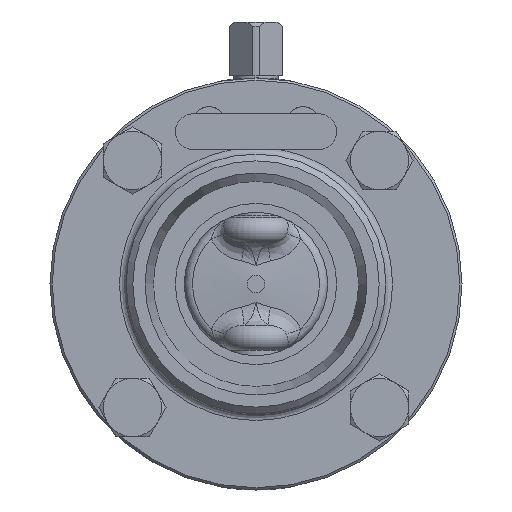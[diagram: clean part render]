
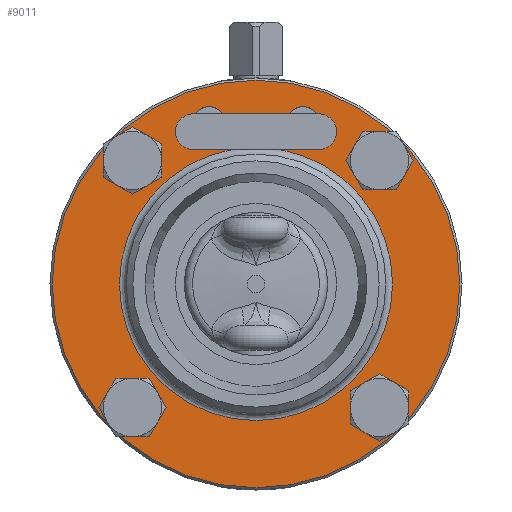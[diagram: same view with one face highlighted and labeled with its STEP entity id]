
A CAD part, left-side view. The second image highlights one B-rep face of the part: STEP entity #9011.
In plain terms, the highlighted planar face has unit normal (-1, 0, 0).
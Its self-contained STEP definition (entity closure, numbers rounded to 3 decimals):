
#157=CARTESIAN_POINT('',(-10.,10.5,32.4));
#158=VERTEX_POINT('',#157);
#159=CARTESIAN_POINT('',(-10.0,10.5,36.0));
#160=DIRECTION('',(1.0,0.0,0.0));
#161=DIRECTION('',(0.0,0.0,-1.0));
#162=AXIS2_PLACEMENT_3D('',#159,#160,#161);
#163=CIRCLE('',#162,3.6);
#164=EDGE_CURVE('',#158,#158,#163,.T.);
#194=CARTESIAN_POINT('',(-10.,-10.5,32.4));
#195=VERTEX_POINT('',#194);
#196=CARTESIAN_POINT('',(-10.0,-10.5,36.0));
#197=DIRECTION('',(1.0,0.0,0.0));
#198=DIRECTION('',(0.0,0.0,-1.0));
#199=AXIS2_PLACEMENT_3D('',#196,#197,#198);
#200=CIRCLE('',#199,3.6);
#201=EDGE_CURVE('',#195,#195,#200,.T.);
#1543=CARTESIAN_POINT('',(-10.,-27.577,-21.877));
#1544=VERTEX_POINT('',#1543);
#1545=CARTESIAN_POINT('',(-10.,-27.577,-27.577));
#1546=DIRECTION('',(1.0,0.0,0.0));
#1547=DIRECTION('',(0.0,0.0,1.0));
#1548=AXIS2_PLACEMENT_3D('',#1545,#1546,#1547);
#1549=CIRCLE('',#1548,5.7);
#1550=EDGE_CURVE('',#1544,#1544,#1549,.T.);
#2421=CARTESIAN_POINT('',(-10.,21.877,-27.577));
#2422=VERTEX_POINT('',#2421);
#2423=CARTESIAN_POINT('',(-10.,27.577,-27.577));
#2424=DIRECTION('',(1.0,0.0,0.0));
#2425=DIRECTION('',(0.0,-1.0,0.0));
#2426=AXIS2_PLACEMENT_3D('',#2423,#2424,#2425);
#2427=CIRCLE('',#2426,5.7);
#2428=EDGE_CURVE('',#2422,#2422,#2427,.T.);
#3299=CARTESIAN_POINT('',(-10.,27.577,21.877));
#3300=VERTEX_POINT('',#3299);
#3301=CARTESIAN_POINT('',(-10.,27.577,27.577));
#3302=DIRECTION('',(1.0,0.0,0.0));
#3303=DIRECTION('',(0.0,0.0,-1.0));
#3304=AXIS2_PLACEMENT_3D('',#3301,#3302,#3303);
#3305=CIRCLE('',#3304,5.7);
#3306=EDGE_CURVE('',#3300,#3300,#3305,.T.);
#4177=CARTESIAN_POINT('',(-10.,-21.877,27.577));
#4178=VERTEX_POINT('',#4177);
#4179=CARTESIAN_POINT('',(-10.,-27.577,27.577));
#4180=DIRECTION('',(1.0,0.0,0.0));
#4181=DIRECTION('',(0.0,1.0,0.0));
#4182=AXIS2_PLACEMENT_3D('',#4179,#4180,#4181);
#4183=CIRCLE('',#4182,5.7);
#4184=EDGE_CURVE('',#4178,#4178,#4183,.T.);
#8951=CARTESIAN_POINT('',(-10.,-45.5,0.0));
#8952=VERTEX_POINT('',#8951);
#8953=CARTESIAN_POINT('',(-10.,0.0,0.0));
#8954=DIRECTION('',(-1.0,0.0,0.0));
#8955=DIRECTION('',(0.0,-1.0,0.0));
#8956=AXIS2_PLACEMENT_3D('',#8953,#8954,#8955);
#8957=CIRCLE('',#8956,45.5);
#8958=EDGE_CURVE('',#8952,#8952,#8957,.T.);
#8974=CARTESIAN_POINT('',(-10.,-38.,0.0));
#8975=DIRECTION('',(-1.0,0.0,0.0));
#8976=DIRECTION('',(0.0,0.0,-1.0));
#8977=AXIS2_PLACEMENT_3D('',#8974,#8975,#8976);
#8978=PLANE('',#8977);
#8979=ORIENTED_EDGE('',*,*,#8958,.T.);
#8980=EDGE_LOOP('',(#8979));
#8981=FACE_OUTER_BOUND('',#8980,.T.);
#8982=ORIENTED_EDGE('',*,*,#1550,.T.);
#8983=EDGE_LOOP('',(#8982));
#8984=FACE_BOUND('',#8983,.T.);
#8985=ORIENTED_EDGE('',*,*,#2428,.T.);
#8986=EDGE_LOOP('',(#8985));
#8987=FACE_BOUND('',#8986,.T.);
#8988=ORIENTED_EDGE('',*,*,#3306,.T.);
#8989=EDGE_LOOP('',(#8988));
#8990=FACE_BOUND('',#8989,.T.);
#8991=ORIENTED_EDGE('',*,*,#4184,.T.);
#8992=EDGE_LOOP('',(#8991));
#8993=FACE_BOUND('',#8992,.T.);
#8994=ORIENTED_EDGE('',*,*,#164,.T.);
#8995=EDGE_LOOP('',(#8994));
#8996=FACE_BOUND('',#8995,.T.);
#8997=ORIENTED_EDGE('',*,*,#201,.T.);
#8998=EDGE_LOOP('',(#8997));
#8999=FACE_BOUND('',#8998,.T.);
#9000=CARTESIAN_POINT('',(-10.0,-30.5,0.0));
#9001=VERTEX_POINT('',#9000);
#9002=CARTESIAN_POINT('',(-10.0,0.0,0.0));
#9003=DIRECTION('',(-1.0,0.0,0.0));
#9004=DIRECTION('',(0.0,-1.0,0.0));
#9005=AXIS2_PLACEMENT_3D('',#9002,#9003,#9004);
#9006=CIRCLE('',#9005,30.5);
#9007=EDGE_CURVE('',#9001,#9001,#9006,.T.);
#9008=ORIENTED_EDGE('',*,*,#9007,.F.);
#9009=EDGE_LOOP('',(#9008));
#9010=FACE_BOUND('',#9009,.T.);
#9011=ADVANCED_FACE('',(#8981,#8984,#8987,#8990,#8993,#8996,#8999,#9010),#8978,.T.);
